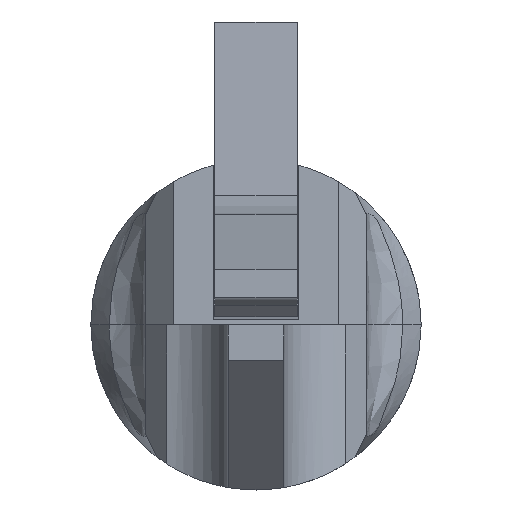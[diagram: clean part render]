
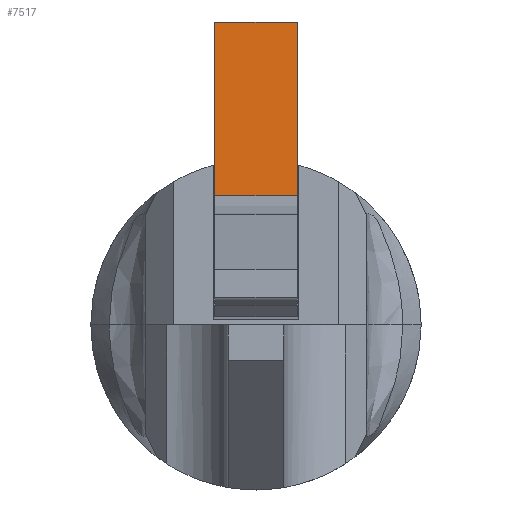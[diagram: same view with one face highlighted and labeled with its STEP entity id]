
A CAD part, front view. The second image highlights one B-rep face of the part: STEP entity #7517.
In plain terms, the highlighted planar face has unit normal (0, -0.362, 0.932).
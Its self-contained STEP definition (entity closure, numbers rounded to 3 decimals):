
#6997=DIRECTION('',(0.,0.932,0.362));
#6998=VECTOR('',#6997,17.437);
#6999=CARTESIAN_POINT('',(1.5,26.749,4.68));
#7000=LINE('',#6999,#6998);
#7057=DIRECTION('',(0.,0.932,0.362));
#7058=VECTOR('',#7057,17.437);
#7059=CARTESIAN_POINT('',(-1.5,26.749,4.68));
#7060=LINE('',#7059,#7058);
#7107=DIRECTION('',(1.,0.,0.));
#7108=VECTOR('',#7107,3.);
#7109=CARTESIAN_POINT('',(-1.5,26.749,4.68));
#7110=LINE('',#7109,#7108);
#7149=DIRECTION('',(-1.,0.,0.));
#7150=VECTOR('',#7149,3.);
#7151=CARTESIAN_POINT('',(1.5,43.,11.));
#7152=LINE('',#7151,#7150);
#7317=CARTESIAN_POINT('',(1.5,43.,11.));
#7318=CARTESIAN_POINT('',(-1.5,43.,11.));
#7319=VERTEX_POINT('',#7317);
#7320=VERTEX_POINT('',#7318);
#7325=CARTESIAN_POINT('',(-1.5,26.749,4.68));
#7326=CARTESIAN_POINT('',(1.5,26.749,4.68));
#7327=VERTEX_POINT('',#7325);
#7328=VERTEX_POINT('',#7326);
#7504=CARTESIAN_POINT('',(-1.5,25.001,4.));
#7505=DIRECTION('',(0.,-0.362,0.932));
#7506=DIRECTION('',(0.,0.932,0.362));
#7507=AXIS2_PLACEMENT_3D('',#7504,#7505,#7506);
#7508=PLANE('',#7507);
#7510=ORIENTED_EDGE('',*,*,#7509,.F.);
#7511=ORIENTED_EDGE('',*,*,#7451,.T.);
#7513=ORIENTED_EDGE('',*,*,#7512,.F.);
#7514=ORIENTED_EDGE('',*,*,#7393,.F.);
#7515=EDGE_LOOP('',(#7510,#7511,#7513,#7514));
#7516=FACE_OUTER_BOUND('',#7515,.F.);
#7517=ADVANCED_FACE('',(#7516),#7508,.T.);
#7393=EDGE_CURVE('',#7328,#7319,#7000,.T.);
#7451=EDGE_CURVE('',#7327,#7320,#7060,.T.);
#7509=EDGE_CURVE('',#7327,#7328,#7110,.T.);
#7512=EDGE_CURVE('',#7319,#7320,#7152,.T.);
